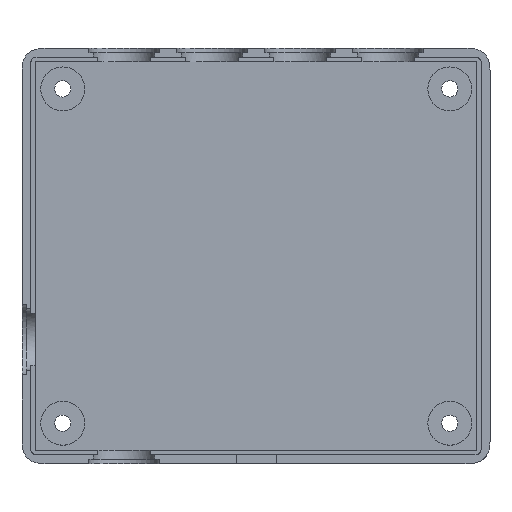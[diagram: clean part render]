
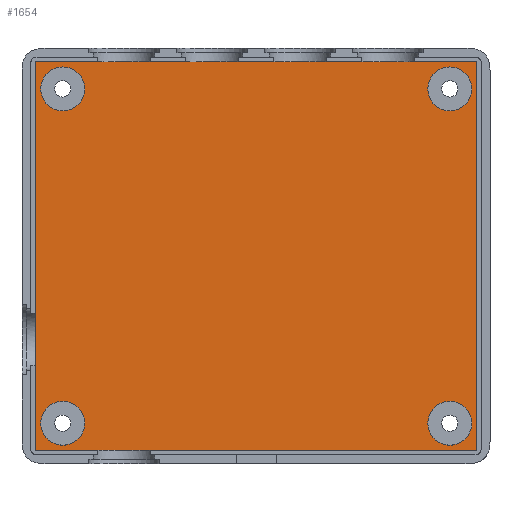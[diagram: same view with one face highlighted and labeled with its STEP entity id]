
A CAD part, top view. The second image highlights one B-rep face of the part: STEP entity #1654.
In plain terms, the highlighted planar face has unit normal (0, 0, 1).
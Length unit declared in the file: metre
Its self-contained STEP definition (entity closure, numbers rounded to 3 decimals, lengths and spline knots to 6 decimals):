
#102=CIRCLE('',#1812,0.005);
#103=CIRCLE('',#1813,0.005);
#104=CIRCLE('',#1814,0.005);
#105=CIRCLE('',#1815,0.005);
#444=ORIENTED_EDGE('',*,*,#837,.F.);
#445=ORIENTED_EDGE('',*,*,#838,.F.);
#446=ORIENTED_EDGE('',*,*,#839,.F.);
#447=ORIENTED_EDGE('',*,*,#840,.F.);
#448=ORIENTED_EDGE('',*,*,#782,.F.);
#449=ORIENTED_EDGE('',*,*,#841,.T.);
#450=ORIENTED_EDGE('',*,*,#731,.T.);
#451=ORIENTED_EDGE('',*,*,#757,.F.);
#731=EDGE_CURVE('',#952,#951,#1110,.T.);
#757=EDGE_CURVE('',#970,#951,#1128,.T.);
#782=EDGE_CURVE('',#991,#970,#1140,.T.);
#837=EDGE_CURVE('',#1028,#1028,#102,.T.);
#838=EDGE_CURVE('',#1029,#1029,#103,.T.);
#839=EDGE_CURVE('',#1030,#1030,#104,.T.);
#840=EDGE_CURVE('',#1031,#1031,#105,.T.);
#841=EDGE_CURVE('',#991,#952,#1163,.T.);
#951=VERTEX_POINT('',#2589);
#952=VERTEX_POINT('',#2591);
#970=VERTEX_POINT('',#2669);
#991=VERTEX_POINT('',#2721);
#1028=VERTEX_POINT('',#2957);
#1029=VERTEX_POINT('',#2959);
#1030=VERTEX_POINT('',#2961);
#1031=VERTEX_POINT('',#2963);
#1110=LINE('',#2590,#1242);
#1128=LINE('',#2670,#1260);
#1140=LINE('',#2722,#1272);
#1163=LINE('',#2964,#1295);
#1242=VECTOR('',#2027,1.);
#1260=VECTOR('',#2063,1.);
#1272=VECTOR('',#2105,1.);
#1295=VECTOR('',#2186,1.);
#1356=EDGE_LOOP('',(#444));
#1357=EDGE_LOOP('',(#445));
#1358=EDGE_LOOP('',(#446));
#1359=EDGE_LOOP('',(#447));
#1360=EDGE_LOOP('',(#448,#449,#450,#451));
#1482=FACE_BOUND('',#1356,.T.);
#1483=FACE_BOUND('',#1357,.T.);
#1484=FACE_BOUND('',#1358,.T.);
#1485=FACE_BOUND('',#1359,.T.);
#1486=FACE_BOUND('',#1360,.T.);
#1594=PLANE('',#1811);
#1654=ADVANCED_FACE('',(#1482,#1483,#1484,#1485,#1486),#1594,.T.);
#1811=AXIS2_PLACEMENT_3D('',#2955,#2176,#2177);
#1812=AXIS2_PLACEMENT_3D('',#2956,#2178,#2179);
#1813=AXIS2_PLACEMENT_3D('',#2958,#2180,#2181);
#1814=AXIS2_PLACEMENT_3D('',#2960,#2182,#2183);
#1815=AXIS2_PLACEMENT_3D('',#2962,#2184,#2185);
#2027=DIRECTION('',(-1.,0.,0.));
#2063=DIRECTION('',(0.,1.,0.));
#2105=DIRECTION('',(-1.,0.,0.));
#2176=DIRECTION('',(0.,0.,1.));
#2177=DIRECTION('',(1.,0.,0.));
#2178=DIRECTION('',(0.,0.,1.));
#2179=DIRECTION('',(1.,0.,0.));
#2180=DIRECTION('',(0.,0.,1.));
#2181=DIRECTION('',(1.,0.,0.));
#2182=DIRECTION('',(0.,0.,1.));
#2183=DIRECTION('',(1.,0.,0.));
#2184=DIRECTION('',(0.,0.,1.));
#2185=DIRECTION('',(1.,0.,0.));
#2186=DIRECTION('',(0.,1.,0.));
#2589=CARTESIAN_POINT('',(0.0598,-0.0598,-0.003));
#2590=CARTESIAN_POINT('',(0.11,-0.0598,-0.003));
#2591=CARTESIAN_POINT('',(0.1602,-0.0598,-0.003));
#2669=CARTESIAN_POINT('',(0.0598,-0.1482,-0.003));
#2670=CARTESIAN_POINT('',(0.0598,-0.104,-0.003));
#2721=CARTESIAN_POINT('',(0.1602,-0.1482,-0.003));
#2722=CARTESIAN_POINT('',(0.11,-0.1482,-0.003));
#2955=CARTESIAN_POINT('',(0.11,-0.104,-0.003));
#2956=CARTESIAN_POINT('',(0.066064,-0.066014,-0.003));
#2957=CARTESIAN_POINT('',(0.071064,-0.066014,-0.003));
#2958=CARTESIAN_POINT('',(0.066064,-0.142014,-0.003));
#2959=CARTESIAN_POINT('',(0.071064,-0.142014,-0.003));
#2960=CARTESIAN_POINT('',(0.154064,-0.142014,-0.003));
#2961=CARTESIAN_POINT('',(0.159064,-0.142014,-0.003));
#2962=CARTESIAN_POINT('',(0.154064,-0.066014,-0.003));
#2963=CARTESIAN_POINT('',(0.159064,-0.066014,-0.003));
#2964=CARTESIAN_POINT('',(0.1602,-0.104,-0.003));
